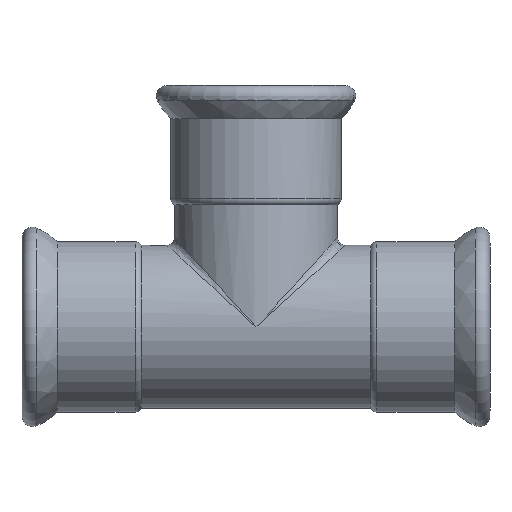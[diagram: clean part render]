
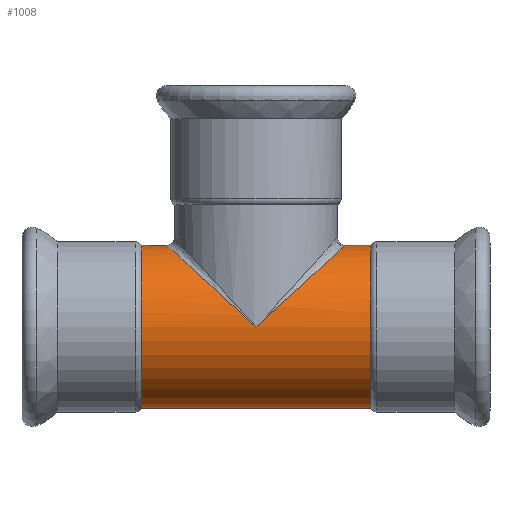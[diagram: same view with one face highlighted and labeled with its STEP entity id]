
A CAD part, front view. The second image highlights one B-rep face of the part: STEP entity #1008.
In plain terms, the highlighted cylindrical face has radius 54 mm (diameter 108 mm), a full revolution.
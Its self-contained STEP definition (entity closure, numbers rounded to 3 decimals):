
#23=ELLIPSE('',#1120,79.981,54.);
#26=ELLIPSE('',#1123,79.981,54.);
#40=LINE('',#2588,#65);
#41=LINE('',#2590,#66);
#65=VECTOR('',#1378,54.);
#66=VECTOR('',#1379,54.);
#90=CYLINDRICAL_SURFACE('',#1125,54.);
#140=FACE_OUTER_BOUND('',#191,.T.);
#191=EDGE_LOOP('',(#730,#731,#732,#733,#734,#735,#736,#737,#738,#739,#740,
#741));
#272=CIRCLE('',#1126,54.);
#273=CIRCLE('',#1127,54.);
#274=CIRCLE('',#1128,54.);
#275=CIRCLE('',#1129,54.);
#276=CIRCLE('',#1130,54.);
#277=CIRCLE('',#1131,54.);
#404=VERTEX_POINT('',#2496);
#405=VERTEX_POINT('',#2497);
#407=VERTEX_POINT('',#2583);
#408=VERTEX_POINT('',#2584);
#409=VERTEX_POINT('',#2586);
#410=VERTEX_POINT('',#2589);
#411=VERTEX_POINT('',#2591);
#412=VERTEX_POINT('',#2593);
#536=EDGE_CURVE('',#404,#405,#23,.T.);
#539=EDGE_CURVE('',#405,#404,#26,.T.);
#541=EDGE_CURVE('',#407,#408,#272,.T.);
#542=EDGE_CURVE('',#408,#409,#273,.T.);
#543=EDGE_CURVE('',#409,#405,#40,.T.);
#544=EDGE_CURVE('',#405,#410,#41,.T.);
#545=EDGE_CURVE('',#411,#410,#274,.T.);
#546=EDGE_CURVE('',#412,#411,#275,.T.);
#547=EDGE_CURVE('',#410,#412,#276,.T.);
#548=EDGE_CURVE('',#409,#407,#277,.T.);
#730=ORIENTED_EDGE('',*,*,#541,.T.);
#731=ORIENTED_EDGE('',*,*,#542,.T.);
#732=ORIENTED_EDGE('',*,*,#543,.T.);
#733=ORIENTED_EDGE('',*,*,#536,.F.);
#734=ORIENTED_EDGE('',*,*,#539,.F.);
#735=ORIENTED_EDGE('',*,*,#544,.T.);
#736=ORIENTED_EDGE('',*,*,#545,.F.);
#737=ORIENTED_EDGE('',*,*,#546,.F.);
#738=ORIENTED_EDGE('',*,*,#547,.F.);
#739=ORIENTED_EDGE('',*,*,#544,.F.);
#740=ORIENTED_EDGE('',*,*,#543,.F.);
#741=ORIENTED_EDGE('',*,*,#548,.T.);
#1008=ADVANCED_FACE('',(#140),#90,.T.);
#1120=AXIS2_PLACEMENT_3D('',#2498,#1362,#1363);
#1123=AXIS2_PLACEMENT_3D('',#2580,#1368,#1369);
#1125=AXIS2_PLACEMENT_3D('',#2582,#1372,#1373);
#1126=AXIS2_PLACEMENT_3D('',#2585,#1374,#1375);
#1127=AXIS2_PLACEMENT_3D('',#2587,#1376,#1377);
#1128=AXIS2_PLACEMENT_3D('',#2592,#1380,#1381);
#1129=AXIS2_PLACEMENT_3D('',#2594,#1382,#1383);
#1130=AXIS2_PLACEMENT_3D('',#2595,#1384,#1385);
#1131=AXIS2_PLACEMENT_3D('',#2596,#1386,#1387);
#1362=DIRECTION('center_axis',(0.675,0.,0.738));
#1363=DIRECTION('ref_axis',(-0.738,0.,0.675));
#1368=DIRECTION('center_axis',(-0.675,0.,0.738));
#1369=DIRECTION('ref_axis',(0.738,0.,0.675));
#1372=DIRECTION('center_axis',(1.,0.,0.));
#1373=DIRECTION('ref_axis',(0.,1.,0.));
#1374=DIRECTION('center_axis',(1.,0.,0.));
#1375=DIRECTION('ref_axis',(0.,1.,0.));
#1376=DIRECTION('center_axis',(1.,0.,0.));
#1377=DIRECTION('ref_axis',(0.,1.,0.));
#1378=DIRECTION('',(1.,0.,0.));
#1379=DIRECTION('',(1.,0.,0.));
#1380=DIRECTION('center_axis',(1.,0.,0.));
#1381=DIRECTION('ref_axis',(0.,1.,0.));
#1382=DIRECTION('center_axis',(1.,0.,0.));
#1383=DIRECTION('ref_axis',(0.,1.,0.));
#1384=DIRECTION('center_axis',(1.,0.,0.));
#1385=DIRECTION('ref_axis',(0.,1.,0.));
#1386=DIRECTION('center_axis',(1.,0.,0.));
#1387=DIRECTION('ref_axis',(0.,1.,0.));
#2496=CARTESIAN_POINT('',(0.,54.,0.));
#2497=CARTESIAN_POINT('',(0.,-54.,0.));
#2498=CARTESIAN_POINT('Origin',(0.,0.,
0.));
#2580=CARTESIAN_POINT('Origin',(0.,0.,
0.));
#2582=CARTESIAN_POINT('Origin',(-65.51,0.,
0.));
#2583=CARTESIAN_POINT('',(-76.02,54.,0.));
#2584=CARTESIAN_POINT('',(-76.02,0.,54.));
#2585=CARTESIAN_POINT('Origin',(-76.02,0.,
0.));
#2586=CARTESIAN_POINT('',(-76.02,-54.,0.));
#2587=CARTESIAN_POINT('Origin',(-76.02,0.,
0.));
#2588=CARTESIAN_POINT('',(-65.51,-54.,0.));
#2589=CARTESIAN_POINT('',(76.02,-54.,0.));
#2590=CARTESIAN_POINT('',(-65.51,-54.,0.));
#2591=CARTESIAN_POINT('',(76.02,0.,54.));
#2592=CARTESIAN_POINT('Origin',(76.02,0.,
0.));
#2593=CARTESIAN_POINT('',(76.02,54.,0.));
#2594=CARTESIAN_POINT('Origin',(76.02,0.,
0.));
#2595=CARTESIAN_POINT('Origin',(76.02,0.,
0.));
#2596=CARTESIAN_POINT('Origin',(-76.02,0.,
0.));
